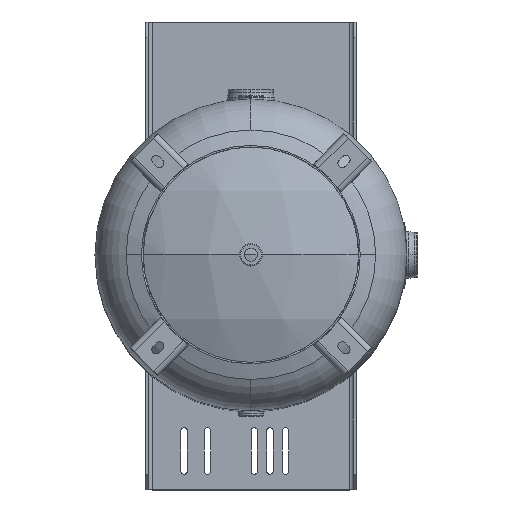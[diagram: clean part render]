
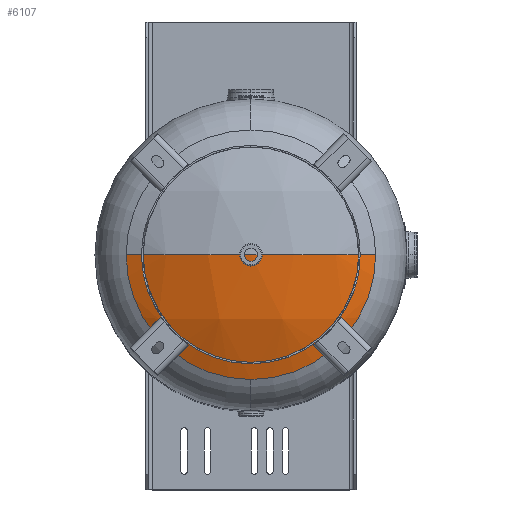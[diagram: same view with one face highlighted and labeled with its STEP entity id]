
A CAD part, top view. The second image highlights one B-rep face of the part: STEP entity #6107.
In plain terms, the highlighted spherical face has radius 457.2 mm.
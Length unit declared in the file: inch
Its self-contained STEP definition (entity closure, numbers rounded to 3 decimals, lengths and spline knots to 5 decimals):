
#286 = DIRECTION ( 'NONE',  ( 0., 0., 1. ) ) ;
#959 = CARTESIAN_POINT ( 'NONE',  ( 0., 5.13688, 8. ) ) ;
#1684 = EDGE_CURVE ( 'NONE', #5153, #7093, #7401, .T. ) ;
#1823 = AXIS2_PLACEMENT_3D ( 'NONE', #7481, #13326, #14437 ) ;
#2527 = CARTESIAN_POINT ( 'NONE',  ( 0., -10.98764, 0. ) ) ;
#2952 = EDGE_CURVE ( 'NONE', #3139, #5153, #5607, .T. ) ;
#3129 = CIRCLE ( 'NONE', #13248, 18. ) ;
#3139 = VERTEX_POINT ( 'NONE', #3862 ) ;
#3199 = FACE_OUTER_BOUND ( 'NONE', #4655, .T. ) ;
#3215 = CARTESIAN_POINT ( 'NONE',  ( 0., 5.13688, 0. ) ) ;
#3462 = CARTESIAN_POINT ( 'NONE',  ( -8., 5.13688, 0. ) ) ;
#3862 = CARTESIAN_POINT ( 'NONE',  ( 8., 5.13688, 0. ) ) ;
#3977 = DIRECTION ( 'NONE',  ( 0., 0., 1. ) ) ;
#4655 = EDGE_LOOP ( 'NONE', ( #8079, #14147, #6182, #10768 ) ) ;
#5153 = VERTEX_POINT ( 'NONE', #959 ) ;
#5238 = DIRECTION ( 'NONE',  ( -1., 0., 0. ) ) ;
#5388 = CARTESIAN_POINT ( 'NONE',  ( 0., -10.98764, 0. ) ) ;
#5418 = DIRECTION ( 'NONE',  ( 0., -1., 0. ) ) ;
#5607 = CIRCLE ( 'NONE', #1823, 8. ) ;
#5693 = SPHERICAL_SURFACE ( 'NONE', #14509, 18. ) ;
#6107 = ADVANCED_FACE ( 'NONE', ( #3199 ), #5693, .T. ) ;
#6182 = ORIENTED_EDGE ( 'NONE', *, *, #1684, .F. ) ;
#7093 = VERTEX_POINT ( 'NONE', #3462 ) ;
#7281 = CARTESIAN_POINT ( 'NONE',  ( 0., 7.01236, 0. ) ) ;
#7401 = CIRCLE ( 'NONE', #11896, 8. ) ;
#7481 = CARTESIAN_POINT ( 'NONE',  ( 0., 5.13688, 0. ) ) ;
#7558 = CARTESIAN_POINT ( 'NONE',  ( 0., -10.98764, 0. ) ) ;
#8079 = ORIENTED_EDGE ( 'NONE', *, *, #9679, .F. ) ;
#8752 = DIRECTION ( 'NONE',  ( 0., 0., -1. ) ) ;
#9679 = EDGE_CURVE ( 'NONE', #13600, #3139, #3129, .T. ) ;
#9741 = DIRECTION ( 'NONE',  ( 0., 0., -1. ) ) ;
#9766 = DIRECTION ( 'NONE',  ( 1., 0., 0. ) ) ;
#10388 = DIRECTION ( 'NONE',  ( 1., 0., 0. ) ) ;
#10768 = ORIENTED_EDGE ( 'NONE', *, *, #2952, .F. ) ;
#11896 = AXIS2_PLACEMENT_3D ( 'NONE', #3215, #5418, #9741 ) ;
#12103 = CIRCLE ( 'NONE', #12818, 18. ) ;
#12818 = AXIS2_PLACEMENT_3D ( 'NONE', #7558, #3977, #9766 ) ;
#13248 = AXIS2_PLACEMENT_3D ( 'NONE', #5388, #8752, #5238 ) ;
#13326 = DIRECTION ( 'NONE',  ( 0., -1., 0. ) ) ;
#13600 = VERTEX_POINT ( 'NONE', #7281 ) ;
#13614 = EDGE_CURVE ( 'NONE', #13600, #7093, #12103, .T. ) ;
#14147 = ORIENTED_EDGE ( 'NONE', *, *, #13614, .T. ) ;
#14437 = DIRECTION ( 'NONE',  ( 0., 0., -1. ) ) ;
#14509 = AXIS2_PLACEMENT_3D ( 'NONE', #2527, #286, #10388 ) ;
